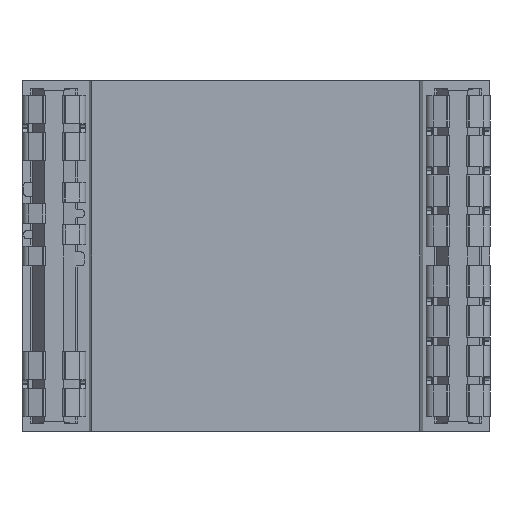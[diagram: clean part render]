
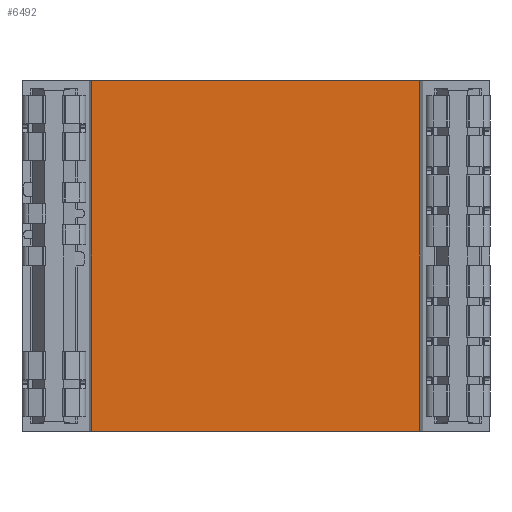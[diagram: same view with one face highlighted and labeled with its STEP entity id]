
A CAD part, front view. The second image highlights one B-rep face of the part: STEP entity #6492.
In plain terms, the highlighted planar face has unit normal (0, -1, 0).
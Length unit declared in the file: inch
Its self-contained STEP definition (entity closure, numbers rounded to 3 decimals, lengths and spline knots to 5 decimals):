
#3031 = CARTESIAN_POINT ( 'NONE',  ( 0.3034, 0.01265, 0.3248 ) ) ;
#4656 = VERTEX_POINT ( 'NONE', #29767 ) ;
#4659 = VERTEX_POINT ( 'NONE', #29762 ) ;
#4668 = VERTEX_POINT ( 'NONE', #29749 ) ;
#4763 = VERTEX_POINT ( 'NONE', #3031 ) ;
#5637 = AXIS2_PLACEMENT_3D ( 'NONE', #27743, #27542, #27801 ) ;
#6492 = ADVANCED_FACE ( 'NONE', ( #11513 ), #27562, .F. ) ;
#10386 = EDGE_CURVE ( 'NONE', #4668, #4763, #17024, .T. ) ;
#10387 = EDGE_CURVE ( 'NONE', #4656, #4659, #17026, .T. ) ;
#10388 = EDGE_CURVE ( 'NONE', #4763, #4659, #17027, .T. ) ;
#10392 = EDGE_CURVE ( 'NONE', #4668, #4656, #17033, .T. ) ;
#11513 = FACE_OUTER_BOUND ( 'NONE', #36122, .T. ) ;
#17024 = LINE ( 'NONE', #21446, #29443 ) ;
#17026 = LINE ( 'NONE', #21448, #29455 ) ;
#17027 = LINE ( 'NONE', #21450, #29541 ) ;
#17033 = LINE ( 'NONE', #21458, #29423 ) ;
#21446 = CARTESIAN_POINT ( 'NONE',  ( 0.3034, 0.01265, 0.3248 ) ) ;
#21447 = DIRECTION ( 'NONE',  ( 1., 0., 0. ) ) ;
#21448 = CARTESIAN_POINT ( 'NONE',  ( 0.3034, 0.01265, -0.3248 ) ) ;
#21449 = DIRECTION ( 'NONE',  ( 1., 0., 0. ) ) ;
#21450 = CARTESIAN_POINT ( 'NONE',  ( 0.3034, 0.01265, 0.3248 ) ) ;
#21451 = DIRECTION ( 'NONE',  ( 0., 0., -1. ) ) ;
#21458 = CARTESIAN_POINT ( 'NONE',  ( -0.30371, 0.01265, 0.3248 ) ) ;
#21459 = DIRECTION ( 'NONE',  ( 0., 0., -1. ) ) ;
#24455 = ORIENTED_EDGE ( 'NONE', *, *, #10392, .T. ) ;
#24634 = ORIENTED_EDGE ( 'NONE', *, *, #10388, .F. ) ;
#24639 = ORIENTED_EDGE ( 'NONE', *, *, #10386, .F. ) ;
#24663 = ORIENTED_EDGE ( 'NONE', *, *, #10387, .T. ) ;
#27542 = DIRECTION ( 'NONE',  ( 0., 1., 0. ) ) ;
#27562 = PLANE ( 'NONE',  #5637 ) ;
#27743 = CARTESIAN_POINT ( 'NONE',  ( 0.3034, 0.01265, 0.3248 ) ) ;
#27801 = DIRECTION ( 'NONE',  ( -1., 0., 0. ) ) ;
#29423 = VECTOR ( 'NONE', #21459, 39.37008 ) ;
#29443 = VECTOR ( 'NONE', #21447, 39.37008 ) ;
#29455 = VECTOR ( 'NONE', #21449, 39.37008 ) ;
#29541 = VECTOR ( 'NONE', #21451, 39.37008 ) ;
#29749 = CARTESIAN_POINT ( 'NONE',  ( -0.30371, 0.01265, 0.3248 ) ) ;
#29762 = CARTESIAN_POINT ( 'NONE',  ( 0.3034, 0.01265, -0.3248 ) ) ;
#29767 = CARTESIAN_POINT ( 'NONE',  ( -0.30371, 0.01265, -0.3248 ) ) ;
#36122 = EDGE_LOOP ( 'NONE', ( #24663, #24634, #24639, #24455 ) ) ;
